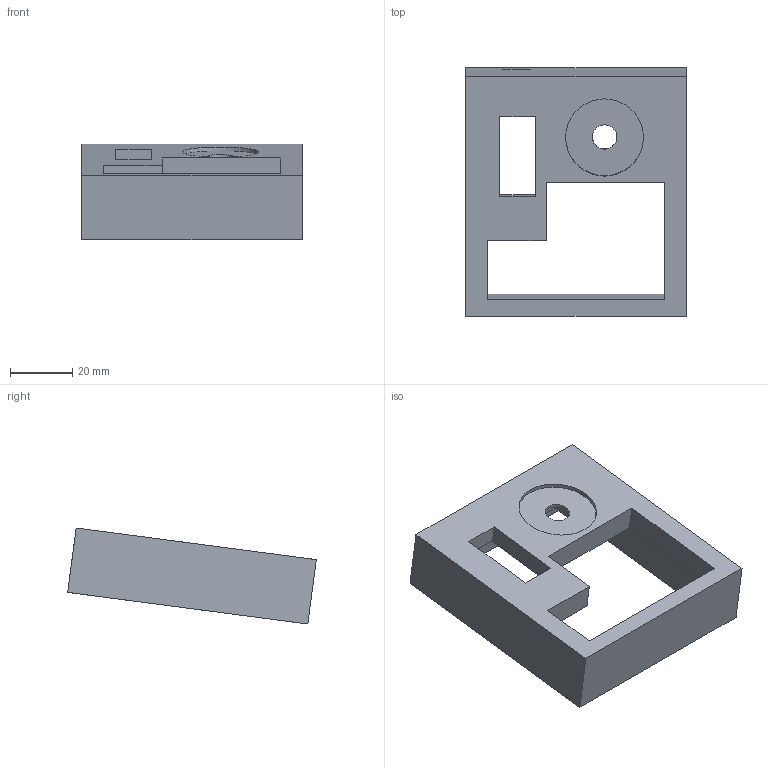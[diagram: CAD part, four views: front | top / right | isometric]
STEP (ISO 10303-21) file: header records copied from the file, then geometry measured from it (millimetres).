
FILE_DESCRIPTION(/* description */ (''),/* implementation_level */ '2;1');
FILE_NAME(/* name */ 'Top - STEP.step',/* time_stamp */ '2021-12-01T17:07:10-06:00',/* author */ (''),/* organization */ (''),/* preprocessor_version */ 'ST-DEVELOPER v18.1',/* originating_system */ 'Autodesk Translation Framework v10.10.0.1391',/* authorisation */ '');
FILE_SCHEMA (('AUTOMOTIVE_DESIGN { 1 0 10303 214 3 1 1 }'));
Length unit declared in the file: millimetre
Products named in the file (1): Kinetic.Pad Case
Bounding box: 71.15 x 80.12 x 30.9 mm (x, y, z)
Volume: 43732.4 mm3; surface area: 19322.3 mm2
Topology: 1 solids, 1 shells, 62 faces, 152 edges, 100 vertices
Faces by surface type: plane 48, cylinder 14
Full cylindrical faces by diameter (mm): 1.623 x4, 7.9 x1, 25.1 x1
Entity records: 1861 total; most frequent: CARTESIAN_POINT 315, DIRECTION 306, ORIENTED_EDGE 304, EDGE_CURVE 152, LINE 124, VECTOR 124, VERTEX_POINT 100, AXIS2_PLACEMENT_3D 91
